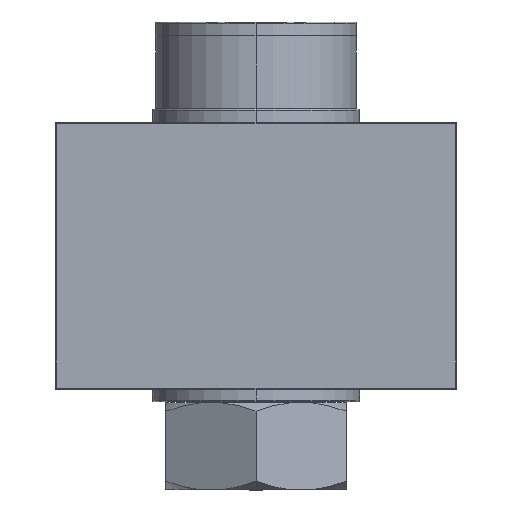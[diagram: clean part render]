
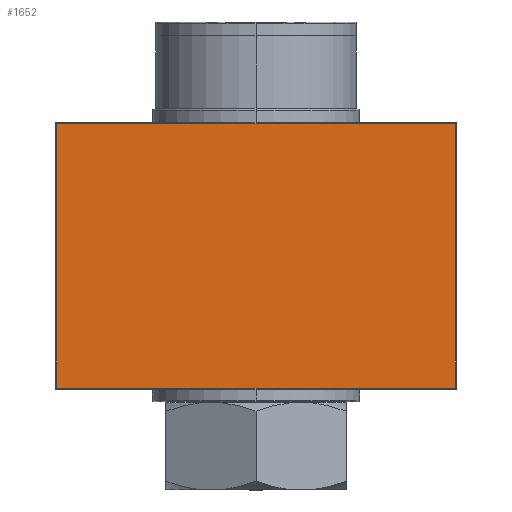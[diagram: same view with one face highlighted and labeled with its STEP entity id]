
A CAD part, top view. The second image highlights one B-rep face of the part: STEP entity #1652.
In plain terms, the highlighted planar face has unit normal (0, 0, 1).
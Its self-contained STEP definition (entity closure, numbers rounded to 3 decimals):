
#163 = VECTOR ( 'NONE', #2617, 1000. ) ;
#190 = EDGE_CURVE ( 'NONE', #1718, #1692, #547, .T. ) ;
#198 = EDGE_CURVE ( 'NONE', #1763, #1058, #1077, .T. ) ;
#204 = EDGE_CURVE ( 'NONE', #1692, #1763, #1140, .T. ) ;
#342 = AXIS2_PLACEMENT_3D ( 'NONE', #2129, #2004, #1986 ) ;
#395 = VECTOR ( 'NONE', #1252, 1000. ) ;
#400 = VECTOR ( 'NONE', #542, 1000. ) ;
#435 = VECTOR ( 'NONE', #1381, 1000. ) ;
#542 = DIRECTION ( 'NONE',  ( -1., 0., 0. ) ) ;
#547 = LINE ( 'NONE', #563, #400 ) ;
#563 = CARTESIAN_POINT ( 'NONE',  ( -15., 19.9, 20. ) ) ;
#699 = ORIENTED_EDGE ( 'NONE', *, *, #1590, .T. ) ;
#782 = ORIENTED_EDGE ( 'NONE', *, *, #190, .T. ) ;
#797 = ORIENTED_EDGE ( 'NONE', *, *, #198, .T. ) ;
#805 = ORIENTED_EDGE ( 'NONE', *, *, #204, .T. ) ;
#1051 = EDGE_LOOP ( 'NONE', ( #699, #782, #805, #797 ) ) ;
#1058 = VERTEX_POINT ( 'NONE', #1100 ) ;
#1077 = LINE ( 'NONE', #1120, #395 ) ;
#1100 = CARTESIAN_POINT ( 'NONE',  ( 14.9, 0.1, 20. ) ) ;
#1120 = CARTESIAN_POINT ( 'NONE',  ( -15., 0.1, 20. ) ) ;
#1140 = LINE ( 'NONE', #1245, #435 ) ;
#1245 = CARTESIAN_POINT ( 'NONE',  ( -14.9, 20., 20. ) ) ;
#1252 = DIRECTION ( 'NONE',  ( 1., 0., 0. ) ) ;
#1381 = DIRECTION ( 'NONE',  ( 0., -1., 0. ) ) ;
#1590 = EDGE_CURVE ( 'NONE', #1058, #1718, #2611, .T. ) ;
#1652 = ADVANCED_FACE ( 'NONE', ( #2069 ), #2005, .F. ) ;
#1692 = VERTEX_POINT ( 'NONE', #2141 ) ;
#1718 = VERTEX_POINT ( 'NONE', #2246 ) ;
#1763 = VERTEX_POINT ( 'NONE', #1893 ) ;
#1893 = CARTESIAN_POINT ( 'NONE',  ( -14.9, 0.1, 20. ) ) ;
#1986 = DIRECTION ( 'NONE',  ( -1., 0., 0. ) ) ;
#2004 = DIRECTION ( 'NONE',  ( 0., 0., -1. ) ) ;
#2005 = PLANE ( 'NONE',  #342 ) ;
#2069 = FACE_OUTER_BOUND ( 'NONE', #1051, .T. ) ;
#2129 = CARTESIAN_POINT ( 'NONE',  ( -15., 20., 20. ) ) ;
#2141 = CARTESIAN_POINT ( 'NONE',  ( -14.9, 19.9, 20. ) ) ;
#2246 = CARTESIAN_POINT ( 'NONE',  ( 14.9, 19.9, 20. ) ) ;
#2611 = LINE ( 'NONE', #2616, #163 ) ;
#2616 = CARTESIAN_POINT ( 'NONE',  ( 14.9, 20., 20. ) ) ;
#2617 = DIRECTION ( 'NONE',  ( 0., 1., 0. ) ) ;
